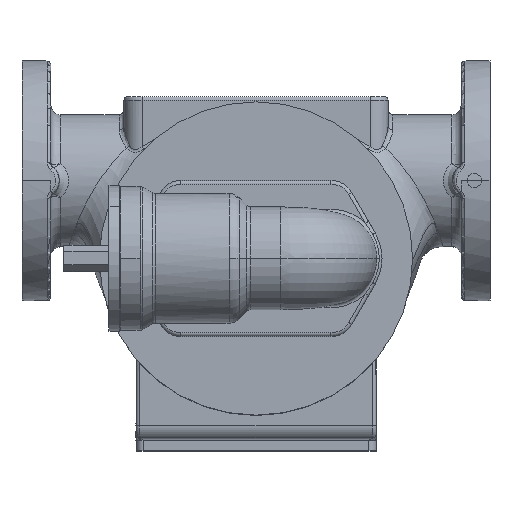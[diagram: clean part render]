
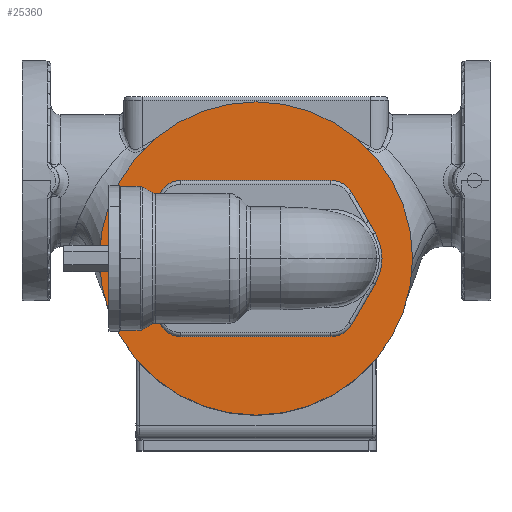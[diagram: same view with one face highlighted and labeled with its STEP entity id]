
A CAD part, top view. The second image highlights one B-rep face of the part: STEP entity #25360.
In plain terms, the highlighted planar face has unit normal (0, 0, 1).
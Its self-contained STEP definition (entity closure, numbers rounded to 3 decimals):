
#5740=CARTESIAN_POINT('',(0.,0.,157.5));
#5741=DIRECTION('',(0.,0.,1.));
#5742=DIRECTION('',(0.,-1.,0.));
#5743=AXIS2_PLACEMENT_3D('',#5740,#5741,#5742);
#5750=CARTESIAN_POINT('',(0.,0.,157.5));
#5751=DIRECTION('',(0.,0.,1.));
#5752=DIRECTION('',(0.,1.,0.));
#5753=AXIS2_PLACEMENT_3D('',#5750,#5751,#5752);
#5768=DIRECTION('',(0.5,-0.866,0.));
#5769=VECTOR('',#5768,38.971);
#5770=CARTESIAN_POINT('',(79.472,54.799,157.5));
#5771=LINE('',#5770,#5769);
#5777=CARTESIAN_POINT('',(62.5,0.,157.5));
#5778=DIRECTION('',(0.,0.,1.));
#5779=DIRECTION('',(0.866,-0.5,0.));
#5780=AXIS2_PLACEMENT_3D('',#5777,#5778,#5779);
#5787=DIRECTION('',(-0.5,-0.866,0.));
#5788=VECTOR('',#5787,38.971);
#5789=CARTESIAN_POINT('',(98.958,-21.049,157.5));
#5790=LINE('',#5789,#5788);
#5796=CARTESIAN_POINT('',(62.5,-45.,157.5));
#5797=DIRECTION('',(0.,0.,1.));
#5798=DIRECTION('',(0.,-1.,0.));
#5799=AXIS2_PLACEMENT_3D('',#5796,#5797,#5798);
#5806=DIRECTION('',(-1.,0.,0.));
#5807=VECTOR('',#5806,125.);
#5808=CARTESIAN_POINT('',(62.5,-64.598,157.5));
#5809=LINE('',#5808,#5807);
#5815=CARTESIAN_POINT('',(-62.5,-45.,157.5));
#5816=DIRECTION('',(0.,0.,1.));
#5817=DIRECTION('',(-0.866,-0.5,0.));
#5818=AXIS2_PLACEMENT_3D('',#5815,#5816,#5817);
#5825=DIRECTION('',(-0.5,0.866,0.));
#5826=VECTOR('',#5825,38.971);
#5827=CARTESIAN_POINT('',(-79.472,-54.799,157.5));
#5828=LINE('',#5827,#5826);
#5834=CARTESIAN_POINT('',(-62.5,0.,157.5));
#5835=DIRECTION('',(0.,0.,1.));
#5836=DIRECTION('',(-0.866,0.5,0.));
#5837=AXIS2_PLACEMENT_3D('',#5834,#5835,#5836);
#5844=DIRECTION('',(0.5,0.866,0.));
#5845=VECTOR('',#5844,38.971);
#5846=CARTESIAN_POINT('',(-98.958,21.049,157.5));
#5847=LINE('',#5846,#5845);
#5853=CARTESIAN_POINT('',(-62.5,45.,157.5));
#5854=DIRECTION('',(0.,0.,1.));
#5855=DIRECTION('',(0.,1.,0.));
#5856=AXIS2_PLACEMENT_3D('',#5853,#5854,#5855);
#5863=DIRECTION('',(1.,0.,0.));
#5864=VECTOR('',#5863,125.);
#5865=CARTESIAN_POINT('',(-62.5,64.598,157.5));
#5866=LINE('',#5865,#5864);
#5872=CARTESIAN_POINT('',(62.5,45.,157.5));
#5873=DIRECTION('',(0.,0.,1.));
#5874=DIRECTION('',(0.866,0.5,0.));
#5875=AXIS2_PLACEMENT_3D('',#5872,#5873,#5874);
#19452=CARTESIAN_POINT('',(0.,-130.5,157.5));
#19453=CARTESIAN_POINT('',(0.,130.5,157.5));
#19454=VERTEX_POINT('',#19452);
#19455=VERTEX_POINT('',#19453);
#19490=CARTESIAN_POINT('',(79.472,54.799,157.5));
#19491=CARTESIAN_POINT('',(98.958,21.049,157.5));
#19492=VERTEX_POINT('',#19490);
#19493=VERTEX_POINT('',#19491);
#19494=CARTESIAN_POINT('',(62.5,64.598,157.5));
#19495=VERTEX_POINT('',#19494);
#19496=CARTESIAN_POINT('',(-62.5,64.598,157.5));
#19497=VERTEX_POINT('',#19496);
#19498=CARTESIAN_POINT('',(-79.472,54.799,157.5));
#19499=VERTEX_POINT('',#19498);
#19500=CARTESIAN_POINT('',(-98.958,21.049,157.5));
#19501=VERTEX_POINT('',#19500);
#19502=CARTESIAN_POINT('',(-98.958,-21.049,157.5));
#19503=VERTEX_POINT('',#19502);
#19504=CARTESIAN_POINT('',(-79.472,-54.799,157.5));
#19505=VERTEX_POINT('',#19504);
#19506=CARTESIAN_POINT('',(-62.5,-64.598,157.5));
#19507=VERTEX_POINT('',#19506);
#19508=CARTESIAN_POINT('',(62.5,-64.598,157.5));
#19509=VERTEX_POINT('',#19508);
#19510=CARTESIAN_POINT('',(79.472,-54.799,157.5));
#19511=VERTEX_POINT('',#19510);
#19512=CARTESIAN_POINT('',(98.958,-21.049,157.5));
#19513=VERTEX_POINT('',#19512);
#25324=CARTESIAN_POINT('',(0.,0.,157.5));
#25325=DIRECTION('',(0.,0.,-1.));
#25326=DIRECTION('',(-1.,0.,0.));
#25327=AXIS2_PLACEMENT_3D('',#25324,#25325,#25326);
#25328=PLANE('',#25327);
#25329=ORIENTED_EDGE('',*,*,#25314,.F.);
#25331=ORIENTED_EDGE('',*,*,#25330,.F.);
#25332=EDGE_LOOP('',(#25329,#25331));
#25333=FACE_OUTER_BOUND('',#25332,.F.);
#25335=ORIENTED_EDGE('',*,*,#25334,.F.);
#25337=ORIENTED_EDGE('',*,*,#25336,.T.);
#25339=ORIENTED_EDGE('',*,*,#25338,.F.);
#25341=ORIENTED_EDGE('',*,*,#25340,.T.);
#25343=ORIENTED_EDGE('',*,*,#25342,.F.);
#25345=ORIENTED_EDGE('',*,*,#25344,.T.);
#25347=ORIENTED_EDGE('',*,*,#25346,.F.);
#25349=ORIENTED_EDGE('',*,*,#25348,.T.);
#25351=ORIENTED_EDGE('',*,*,#25350,.F.);
#25353=ORIENTED_EDGE('',*,*,#25352,.T.);
#25355=ORIENTED_EDGE('',*,*,#25354,.F.);
#25357=ORIENTED_EDGE('',*,*,#25356,.T.);
#25358=EDGE_LOOP('',(#25335,#25337,#25339,#25341,#25343,#25345,#25347,#25349,
#25351,#25353,#25355,#25357));
#25359=FACE_BOUND('',#25358,.F.);
#25360=ADVANCED_FACE('',(#25333,#25359),#25328,.F.);
#5744=CIRCLE('',#5743,130.5);
#5754=CIRCLE('',#5753,130.5);
#5781=CIRCLE('',#5780,42.098);
#5800=CIRCLE('',#5799,19.598);
#5819=CIRCLE('',#5818,19.598);
#5838=CIRCLE('',#5837,42.098);
#5857=CIRCLE('',#5856,19.598);
#5876=CIRCLE('',#5875,19.598);
#25314=EDGE_CURVE('',#19454,#19455,#5744,.T.);
#25330=EDGE_CURVE('',#19455,#19454,#5754,.T.);
#25334=EDGE_CURVE('',#19492,#19493,#5771,.T.);
#25336=EDGE_CURVE('',#19492,#19495,#5876,.T.);
#25338=EDGE_CURVE('',#19497,#19495,#5866,.T.);
#25340=EDGE_CURVE('',#19497,#19499,#5857,.T.);
#25342=EDGE_CURVE('',#19501,#19499,#5847,.T.);
#25344=EDGE_CURVE('',#19501,#19503,#5838,.T.);
#25346=EDGE_CURVE('',#19505,#19503,#5828,.T.);
#25348=EDGE_CURVE('',#19505,#19507,#5819,.T.);
#25350=EDGE_CURVE('',#19509,#19507,#5809,.T.);
#25352=EDGE_CURVE('',#19509,#19511,#5800,.T.);
#25354=EDGE_CURVE('',#19513,#19511,#5790,.T.);
#25356=EDGE_CURVE('',#19513,#19493,#5781,.T.);
